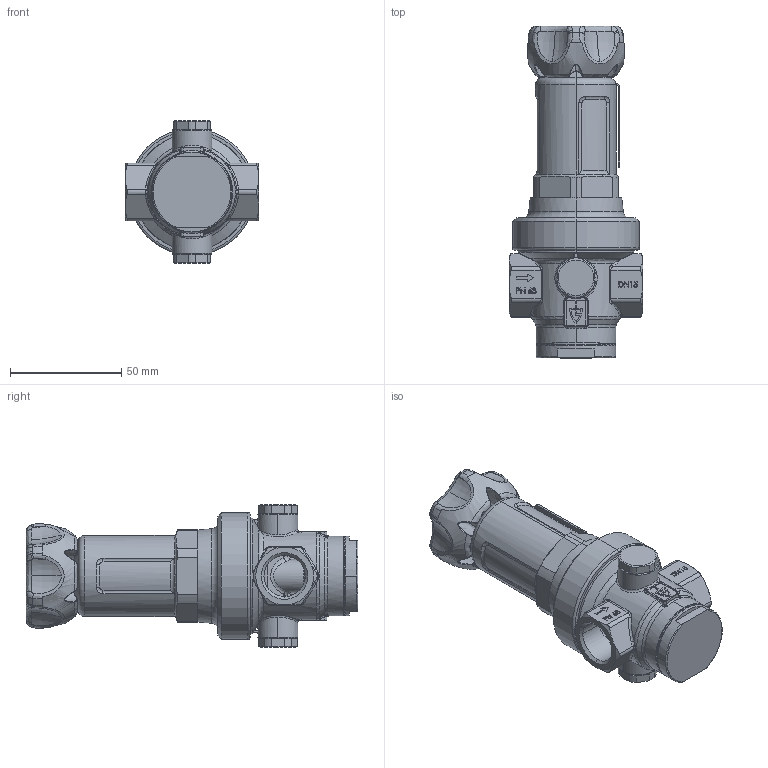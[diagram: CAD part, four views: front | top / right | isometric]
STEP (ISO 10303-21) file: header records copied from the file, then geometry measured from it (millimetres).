
FILE_DESCRIPTION (( 'STEP AP214' ), '1' );
FILE_NAME ('684-15-f+f-15+15.STEP', '2015-11-26T15:01:53', ( '' ), ( '' ), 'SwSTEP 2.0', 'SolidWorks 2014', '' );
FILE_SCHEMA (( 'AUTOMOTIVE_DESIGN' ));
Length unit declared in the file: millimetre
Products named in the file (1): 684-15-f+f-15+15
Bounding box: 60 x 149.4 x 64 mm (x, y, z)
Volume: 121723 mm3; surface area: 65037.4 mm2
Topology: 12 solids, 12 shells, 1777 faces, 4426 edges, 2711 vertices
Faces by surface type: bspline 600, plane 531, cylinder 359, cone 154, torus 115, sphere 18
Entity records: 114509 total; most frequent: CARTESIAN_POINT 57650, ORIENTED_EDGE 8792, DIRECTION 6024, EDGE_CURVE 4396, VERTEX_POINT 2711, AXIS2_PLACEMENT_3D 2227, EDGE_LOOP 1873, UNCERTAINTY_MEASURE_WITH_UNIT 1791
